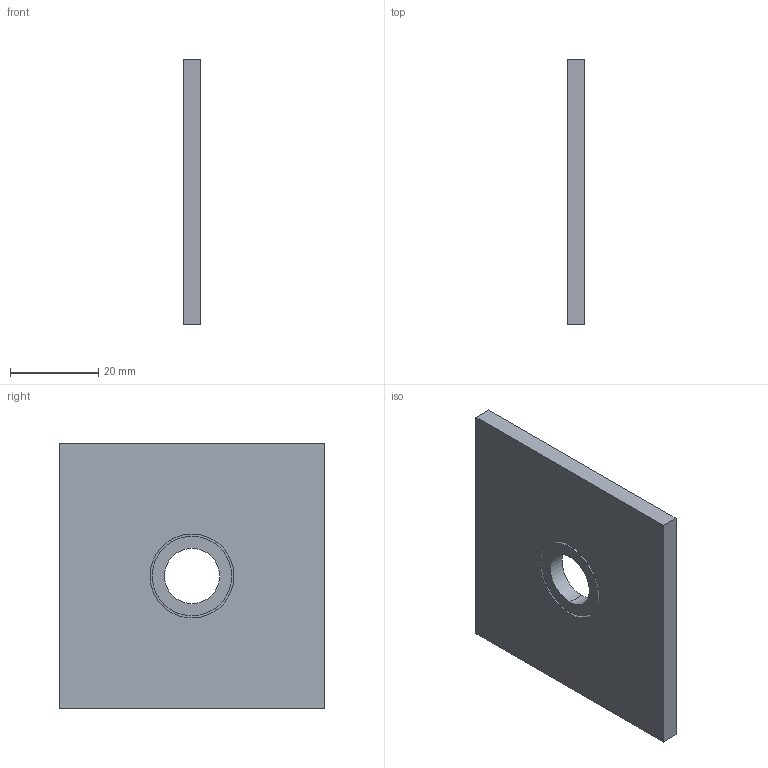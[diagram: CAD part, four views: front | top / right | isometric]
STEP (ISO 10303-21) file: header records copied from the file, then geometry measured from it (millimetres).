
FILE_DESCRIPTION(('STEP AP214'),'1');
FILE_NAME('cctmp_CEF1E8D6-B8E0-4170-A987-FABDE3436A14_2021_5_26_7_38_59_198..stp','2021-05-26T05:38:59',('Bosch Rexroth AG'),('CADClick - www.CADClick.com'),'Spatial InterOp 3D',' ','unknown authorization - (Healing Option Enabled)');
FILE_SCHEMA(('AUTOMOTIVE_DESIGN'));
Length unit declared in the file: millimetre
Products named in the file (1): 2021_05_26__07-38-59-198
Bounding box: 4 x 60 x 60 mm (x, y, z)
Volume: 13623.7 mm3; surface area: 8438.6 mm2
Topology: 1 solids, 1 shells, 23 faces, 56 edges, 40 vertices
Faces by surface type: cylinder 12, plane 11
Entity records: 918 total; most frequent: DIRECTION 136, CARTESIAN_POINT 120, ORIENTED_EDGE 112, AXIS2_PLACEMENT_3D 56, EDGE_CURVE 56, VERTEX_POINT 40, CIRCLE 32, EDGE_LOOP 30
